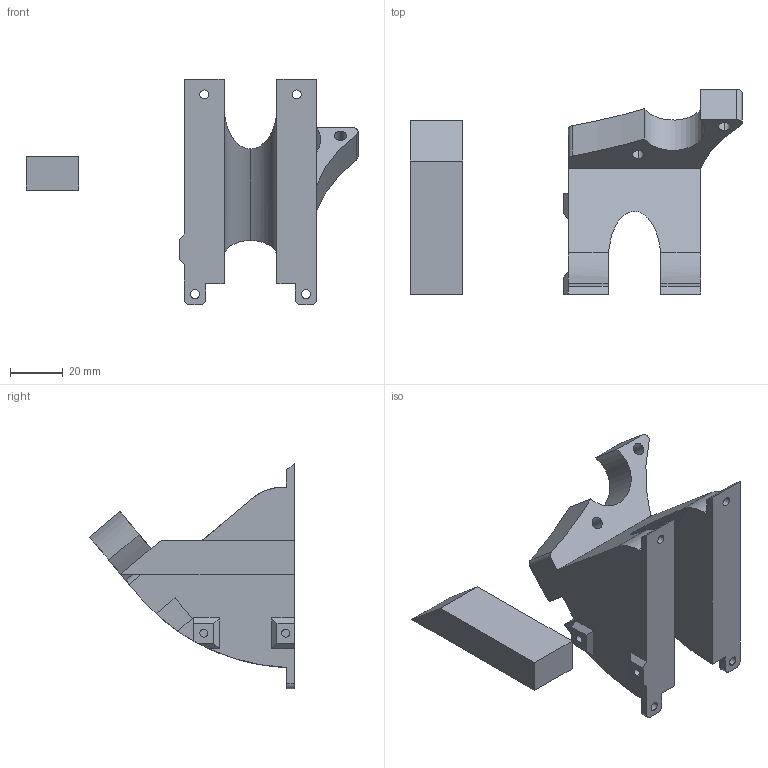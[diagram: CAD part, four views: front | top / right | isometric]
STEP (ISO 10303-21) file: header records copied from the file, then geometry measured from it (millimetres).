
FILE_DESCRIPTION (( 'STEP AP203' ), '1' );
FILE_NAME ('04_rollmount left_50°_timingbelt.step', '2020-03-31T11:56:39', ( '' ), ( '' ), 'SwSTEP 2.0', 'SolidWorks 2019', '' );
FILE_SCHEMA (( 'CONFIG_CONTROL_DESIGN' ));
Length unit declared in the file: millimetre
Products named in the file (1): 04_rollmount left_50°_timingbelt
Bounding box: 125.71 x 77.54 x 85.37 mm (x, y, z)
Volume: 110913.1 mm3; surface area: 26727.8 mm2
Topology: 2 solids, 2 shells, 79 faces, 211 edges, 140 vertices
Faces by surface type: plane 45, cylinder 34
Entity records: 2711 total; most frequent: CARTESIAN_POINT 591, DIRECTION 428, ORIENTED_EDGE 422, EDGE_CURVE 211, AXIS2_PLACEMENT_3D 148, VERTEX_POINT 140, LINE 132, VECTOR 132
